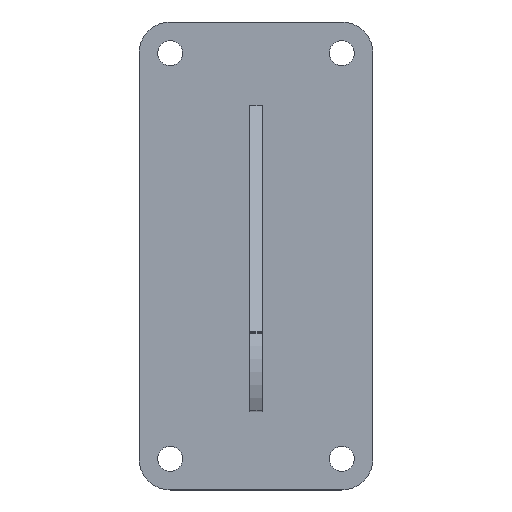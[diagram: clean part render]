
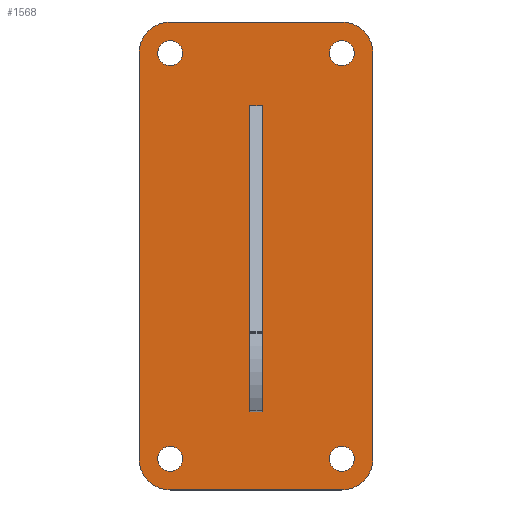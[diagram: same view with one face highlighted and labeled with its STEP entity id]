
A CAD part, top view. The second image highlights one B-rep face of the part: STEP entity #1568.
In plain terms, the highlighted planar face has unit normal (0, 0, 1).
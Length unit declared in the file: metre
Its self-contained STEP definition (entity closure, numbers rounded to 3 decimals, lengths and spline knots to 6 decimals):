
#25 = CARTESIAN_POINT ( 'NONE',  ( 0.075, 0.055, 0.008 ) ) ;
#43 = DIRECTION ( 'NONE',  ( 0., -1., 0. ) ) ;
#56 = AXIS2_PLACEMENT_3D ( 'NONE', #685, #1295, #340 ) ;
#59 = EDGE_CURVE ( 'NONE', #1619, #1630, #1695, .T. ) ;
#77 = LINE ( 'NONE', #1301, #471 ) ;
#78 = DIRECTION ( 'NONE',  ( 1., 0., 0. ) ) ;
#102 = EDGE_CURVE ( 'NONE', #554, #189, #285, .T. ) ;
#137 = FACE_BOUND ( 'NONE', #1030, .T. ) ;
#189 = VERTEX_POINT ( 'NONE', #1381 ) ;
#192 = VECTOR ( 'NONE', #662, 1. ) ;
#224 = CARTESIAN_POINT ( 'NONE',  ( -0.047, -0.205, 0.008 ) ) ;
#268 = ORIENTED_EDGE ( 'NONE', *, *, #881, .F. ) ;
#281 = CIRCLE ( 'NONE', #378, 0.02 ) ;
#285 = CIRCLE ( 'NONE', #867, 0.008 ) ;
#289 = CIRCLE ( 'NONE', #1342, 0.008 ) ;
#291 = VERTEX_POINT ( 'NONE', #803 ) ;
#292 = DIRECTION ( 'NONE',  ( 0., 0., 1. ) ) ;
#339 = EDGE_CURVE ( 'NONE', #1804, #1619, #77, .T. ) ;
#340 = DIRECTION ( 'NONE',  ( 1., 0., 0. ) ) ;
#358 = EDGE_LOOP ( 'NONE', ( #1408, #804, #1043, #1624, #845, #1905, #653, #1610 ) ) ;
#362 = DIRECTION ( 'NONE',  ( 1., 0., 0. ) ) ;
#368 = CARTESIAN_POINT ( 'NONE',  ( 0.055, 0.075, 0.008 ) ) ;
#369 = EDGE_CURVE ( 'NONE', #1181, #1804, #599, .T. ) ;
#372 = EDGE_LOOP ( 'NONE', ( #1139, #268 ) ) ;
#378 = AXIS2_PLACEMENT_3D ( 'NONE', #974, #1289, #1574 ) ;
#401 = DIRECTION ( 'NONE',  ( 1., 0., 0. ) ) ;
#402 = CARTESIAN_POINT ( 'NONE',  ( -0.055, -0.205, 0.008 ) ) ;
#421 = DIRECTION ( 'NONE',  ( 0., 0., 1. ) ) ;
#423 = ORIENTED_EDGE ( 'NONE', *, *, #1068, .F. ) ;
#435 = CIRCLE ( 'NONE', #1555, 0.008 ) ;
#437 = EDGE_CURVE ( 'NONE', #1297, #935, #289, .T. ) ;
#438 = PLANE ( 'NONE',  #1200 ) ;
#460 = AXIS2_PLACEMENT_3D ( 'NONE', #1862, #478, #889 ) ;
#471 = VECTOR ( 'NONE', #493, 1. ) ;
#478 = DIRECTION ( 'NONE',  ( 0., 0., 1. ) ) ;
#486 = LINE ( 'NONE', #1904, #1821 ) ;
#493 = DIRECTION ( 'NONE',  ( 1., 0., 0. ) ) ;
#496 = CARTESIAN_POINT ( 'NONE',  ( 0.075, -0.205, 0.008 ) ) ;
#497 = EDGE_CURVE ( 'NONE', #562, #1450, #760, .T. ) ;
#510 = VERTEX_POINT ( 'NONE', #1302 ) ;
#526 = VERTEX_POINT ( 'NONE', #1476 ) ;
#535 = ORIENTED_EDGE ( 'NONE', *, *, #437, .F. ) ;
#554 = VERTEX_POINT ( 'NONE', #1001 ) ;
#562 = VERTEX_POINT ( 'NONE', #224 ) ;
#566 = AXIS2_PLACEMENT_3D ( 'NONE', #1246, #1409, #362 ) ;
#597 = CARTESIAN_POINT ( 'NONE',  ( -0.063, -0.205, 0.008 ) ) ;
#599 = CIRCLE ( 'NONE', #1934, 0.02 ) ;
#604 = FACE_BOUND ( 'NONE', #880, .T. ) ;
#616 = DIRECTION ( 'NONE',  ( 1., 0., 0. ) ) ;
#637 = CARTESIAN_POINT ( 'NONE',  ( -0.075, -0.225, 0.008 ) ) ;
#652 = DIRECTION ( 'NONE',  ( 1., 0., 0. ) ) ;
#653 = ORIENTED_EDGE ( 'NONE', *, *, #777, .T. ) ;
#662 = DIRECTION ( 'NONE',  ( 0., 1., 0. ) ) ;
#685 = CARTESIAN_POINT ( 'NONE',  ( 0.055, -0.205, 0.008 ) ) ;
#693 = DIRECTION ( 'NONE',  ( 0., 0., 1. ) ) ;
#708 = AXIS2_PLACEMENT_3D ( 'NONE', #402, #1763, #78 ) ;
#723 = EDGE_CURVE ( 'NONE', #510, #291, #1078, .T. ) ;
#757 = CARTESIAN_POINT ( 'NONE',  ( 0.055, -0.225, 0.008 ) ) ;
#760 = CIRCLE ( 'NONE', #708, 0.008 ) ;
#763 = DIRECTION ( 'NONE',  ( 1., 0., 0. ) ) ;
#767 = FACE_OUTER_BOUND ( 'NONE', #358, .T. ) ;
#777 = EDGE_CURVE ( 'NONE', #1975, #526, #1283, .T. ) ;
#803 = CARTESIAN_POINT ( 'NONE',  ( 0.063, -0.205, 0.008 ) ) ;
#804 = ORIENTED_EDGE ( 'NONE', *, *, #369, .T. ) ;
#829 = DIRECTION ( 'NONE',  ( 1., 0., 0. ) ) ;
#836 = CARTESIAN_POINT ( 'NONE',  ( 0.075, 0.075, 0.008 ) ) ;
#845 = ORIENTED_EDGE ( 'NONE', *, *, #1692, .F. ) ;
#867 = AXIS2_PLACEMENT_3D ( 'NONE', #1800, #421, #401 ) ;
#869 = CIRCLE ( 'NONE', #56, 0.008 ) ;
#880 = EDGE_LOOP ( 'NONE', ( #423, #535 ) ) ;
#881 = EDGE_CURVE ( 'NONE', #291, #510, #869, .T. ) ;
#884 = DIRECTION ( 'NONE',  ( 1., 0., 0. ) ) ;
#889 = DIRECTION ( 'NONE',  ( 1., 0., 0. ) ) ;
#894 = ORIENTED_EDGE ( 'NONE', *, *, #497, .F. ) ;
#902 = FACE_BOUND ( 'NONE', #372, .T. ) ;
#935 = VERTEX_POINT ( 'NONE', #1931 ) ;
#945 = AXIS2_PLACEMENT_3D ( 'NONE', #1871, #1580, #1121 ) ;
#958 = LINE ( 'NONE', #637, #192 ) ;
#960 = ORIENTED_EDGE ( 'NONE', *, *, #102, .F. ) ;
#974 = CARTESIAN_POINT ( 'NONE',  ( 0.055, 0.055, 0.008 ) ) ;
#1001 = CARTESIAN_POINT ( 'NONE',  ( 0.047, 0.055, 0.008 ) ) ;
#1030 = EDGE_LOOP ( 'NONE', ( #1588, #894 ) ) ;
#1043 = ORIENTED_EDGE ( 'NONE', *, *, #339, .T. ) ;
#1068 = EDGE_CURVE ( 'NONE', #935, #1297, #1825, .T. ) ;
#1078 = CIRCLE ( 'NONE', #1477, 0.008 ) ;
#1087 = CARTESIAN_POINT ( 'NONE',  ( 0.055, -0.205, 0.008 ) ) ;
#1102 = CARTESIAN_POINT ( 'NONE',  ( -0.055, -0.205, 0.008 ) ) ;
#1121 = DIRECTION ( 'NONE',  ( 1., 0., 0. ) ) ;
#1133 = VERTEX_POINT ( 'NONE', #25 ) ;
#1139 = ORIENTED_EDGE ( 'NONE', *, *, #723, .F. ) ;
#1153 = EDGE_CURVE ( 'NONE', #1181, #1776, #958, .T. ) ;
#1181 = VERTEX_POINT ( 'NONE', #1590 ) ;
#1200 = AXIS2_PLACEMENT_3D ( 'NONE', #1215, #292, #1234 ) ;
#1215 = CARTESIAN_POINT ( 'NONE',  ( -0.075, 0.075, 0.008 ) ) ;
#1227 = CIRCLE ( 'NONE', #460, 0.008 ) ;
#1231 = DIRECTION ( 'NONE',  ( 0., 0., 1. ) ) ;
#1234 = DIRECTION ( 'NONE',  ( 1., 0., 0. ) ) ;
#1246 = CARTESIAN_POINT ( 'NONE',  ( -0.055, 0.055, 0.008 ) ) ;
#1283 = LINE ( 'NONE', #836, #1729 ) ;
#1289 = DIRECTION ( 'NONE',  ( 0., 0., 1. ) ) ;
#1295 = DIRECTION ( 'NONE',  ( 0., 0., 1. ) ) ;
#1297 = VERTEX_POINT ( 'NONE', #1951 ) ;
#1301 = CARTESIAN_POINT ( 'NONE',  ( -0.075, -0.225, 0.008 ) ) ;
#1302 = CARTESIAN_POINT ( 'NONE',  ( 0.047, -0.205, 0.008 ) ) ;
#1331 = DIRECTION ( 'NONE',  ( 0., 0., 1. ) ) ;
#1342 = AXIS2_PLACEMENT_3D ( 'NONE', #1407, #693, #829 ) ;
#1356 = ORIENTED_EDGE ( 'NONE', *, *, #1798, .F. ) ;
#1381 = CARTESIAN_POINT ( 'NONE',  ( 0.063, 0.055, 0.008 ) ) ;
#1407 = CARTESIAN_POINT ( 'NONE',  ( -0.055, 0.055, 0.008 ) ) ;
#1408 = ORIENTED_EDGE ( 'NONE', *, *, #1153, .F. ) ;
#1409 = DIRECTION ( 'NONE',  ( 0., 0., 1. ) ) ;
#1441 = DIRECTION ( 'NONE',  ( 0., 0., 1. ) ) ;
#1450 = VERTEX_POINT ( 'NONE', #597 ) ;
#1476 = CARTESIAN_POINT ( 'NONE',  ( -0.055, 0.075, 0.008 ) ) ;
#1477 = AXIS2_PLACEMENT_3D ( 'NONE', #1087, #1331, #616 ) ;
#1493 = EDGE_LOOP ( 'NONE', ( #960, #1356 ) ) ;
#1501 = AXIS2_PLACEMENT_3D ( 'NONE', #1653, #1621, #884 ) ;
#1506 = EDGE_CURVE ( 'NONE', #1450, #562, #1227, .T. ) ;
#1522 = CIRCLE ( 'NONE', #566, 0.02 ) ;
#1555 = AXIS2_PLACEMENT_3D ( 'NONE', #2003, #1231, #763 ) ;
#1568 = ADVANCED_FACE ( 'NONE', ( #902, #604, #767, #1686, #137 ), #438, .T. ) ;
#1574 = DIRECTION ( 'NONE',  ( 1., 0., 0. ) ) ;
#1580 = DIRECTION ( 'NONE',  ( 0., 0., 1. ) ) ;
#1588 = ORIENTED_EDGE ( 'NONE', *, *, #1506, .F. ) ;
#1590 = CARTESIAN_POINT ( 'NONE',  ( -0.075, -0.205, 0.008 ) ) ;
#1610 = ORIENTED_EDGE ( 'NONE', *, *, #1707, .T. ) ;
#1619 = VERTEX_POINT ( 'NONE', #757 ) ;
#1621 = DIRECTION ( 'NONE',  ( 0., 0., 1. ) ) ;
#1624 = ORIENTED_EDGE ( 'NONE', *, *, #59, .T. ) ;
#1630 = VERTEX_POINT ( 'NONE', #496 ) ;
#1653 = CARTESIAN_POINT ( 'NONE',  ( 0.055, -0.205, 0.008 ) ) ;
#1686 = FACE_BOUND ( 'NONE', #1493, .T. ) ;
#1692 = EDGE_CURVE ( 'NONE', #1133, #1630, #486, .T. ) ;
#1694 = CARTESIAN_POINT ( 'NONE',  ( -0.055, -0.225, 0.008 ) ) ;
#1695 = CIRCLE ( 'NONE', #1501, 0.02 ) ;
#1707 = EDGE_CURVE ( 'NONE', #526, #1776, #1522, .T. ) ;
#1729 = VECTOR ( 'NONE', #1768, 1. ) ;
#1763 = DIRECTION ( 'NONE',  ( 0., 0., 1. ) ) ;
#1768 = DIRECTION ( 'NONE',  ( -1., 0., 0. ) ) ;
#1776 = VERTEX_POINT ( 'NONE', #1981 ) ;
#1798 = EDGE_CURVE ( 'NONE', #189, #554, #435, .T. ) ;
#1800 = CARTESIAN_POINT ( 'NONE',  ( 0.055, 0.055, 0.008 ) ) ;
#1804 = VERTEX_POINT ( 'NONE', #1694 ) ;
#1821 = VECTOR ( 'NONE', #43, 1. ) ;
#1825 = CIRCLE ( 'NONE', #945, 0.008 ) ;
#1862 = CARTESIAN_POINT ( 'NONE',  ( -0.055, -0.205, 0.008 ) ) ;
#1871 = CARTESIAN_POINT ( 'NONE',  ( -0.055, 0.055, 0.008 ) ) ;
#1904 = CARTESIAN_POINT ( 'NONE',  ( 0.075, 0.075, 0.008 ) ) ;
#1905 = ORIENTED_EDGE ( 'NONE', *, *, #1980, .T. ) ;
#1931 = CARTESIAN_POINT ( 'NONE',  ( -0.063, 0.055, 0.008 ) ) ;
#1934 = AXIS2_PLACEMENT_3D ( 'NONE', #1102, #1441, #652 ) ;
#1951 = CARTESIAN_POINT ( 'NONE',  ( -0.047, 0.055, 0.008 ) ) ;
#1975 = VERTEX_POINT ( 'NONE', #368 ) ;
#1980 = EDGE_CURVE ( 'NONE', #1133, #1975, #281, .T. ) ;
#1981 = CARTESIAN_POINT ( 'NONE',  ( -0.075, 0.055, 0.008 ) ) ;
#2003 = CARTESIAN_POINT ( 'NONE',  ( 0.055, 0.055, 0.008 ) ) ;
